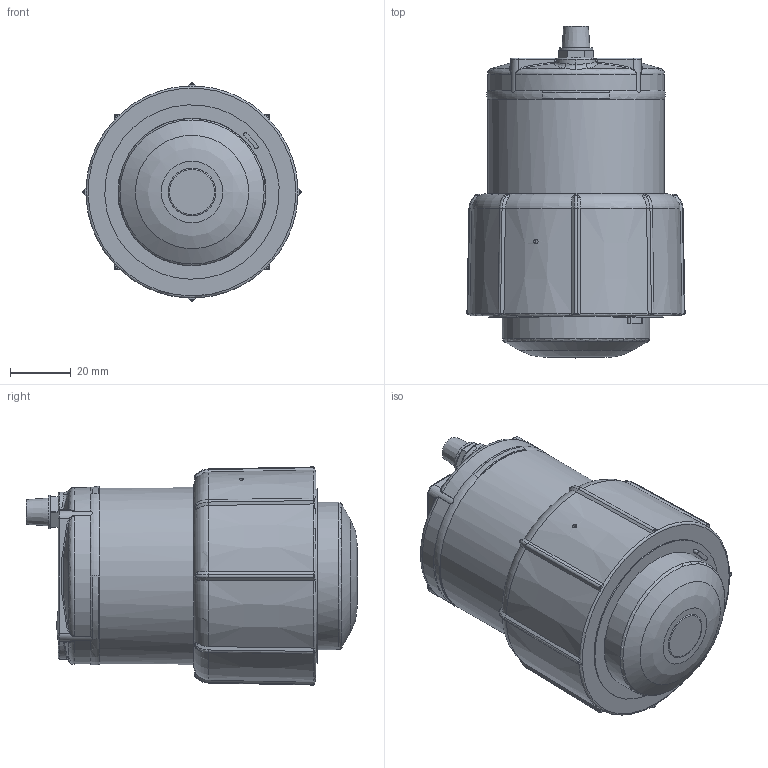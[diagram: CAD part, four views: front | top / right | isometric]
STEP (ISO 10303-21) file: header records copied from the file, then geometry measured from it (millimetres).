
FILE_DESCRIPTION(/* description */ (''),/* implementation_level */ '2;1');
FILE_NAME(/* name */ 'perma_STAR_CONTROL_Antrieb_Gen_2_0_Rev_A.stp',/* time_stamp */ '2014-07-29T11:07:37+02:00',/* author */ ('002180'),/* organization */ (''),/* preprocessor_version */ 'ST-DEVELOPER v15.6',/* originating_system */ 'Autodesk Inventor 2015',/* authorisation */ '');
FILE_SCHEMA (('AUTOMOTIVE_DESIGN { 1 0 10303 214 3 1 1 }'));
Length unit declared in the file: millimetre
Products named in the file (1): Antrieb für step
Bounding box: 71.55 x 108.85 x 71.55 mm (x, y, z)
Volume: 30.6 mm3; surface area: 25822 mm2
Topology: 2 solids, 3 shells, 287 faces, 711 edges, 433 vertices
Faces by surface type: plane 73, bspline 73, cylinder 61, cone 47, torus 27, sphere 6
Full cylindrical faces by diameter (mm): 1.5 x1, 11 x1, 58.1 x1
Entity records: 11341 total; most frequent: CARTESIAN_POINT 4849, ORIENTED_EDGE 1370, DIRECTION 1136, EDGE_CURVE 685, AXIS2_PLACEMENT_3D 478, VERTEX_POINT 423, EDGE_LOOP 306, FACE_OUTER_BOUND 287
